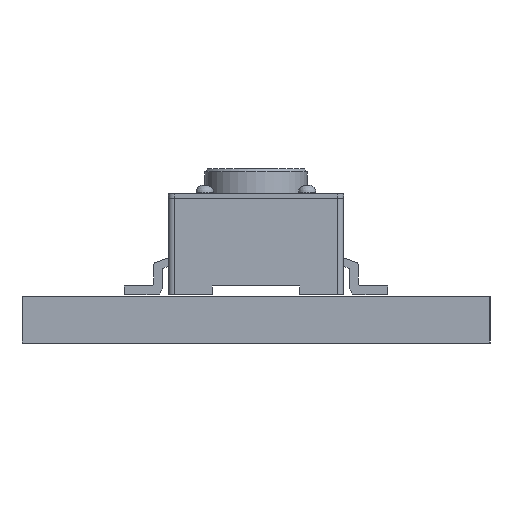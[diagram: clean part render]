
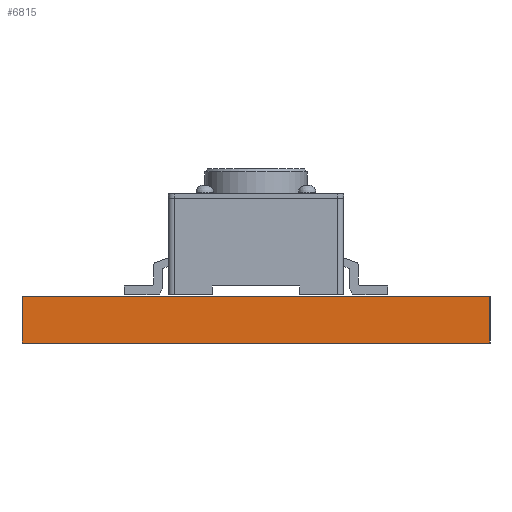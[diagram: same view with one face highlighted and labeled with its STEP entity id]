
A CAD part, left-side view. The second image highlights one B-rep face of the part: STEP entity #6815.
In plain terms, the highlighted planar face has unit normal (-1, 0, 0).
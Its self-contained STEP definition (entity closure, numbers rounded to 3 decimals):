
#6815 = ADVANCED_FACE('',(#6816),#6830,.T.);
#6816 = FACE_BOUND('',#6817,.T.);
#6817 = EDGE_LOOP('',(#6818,#6853,#6881,#6909));
#6818 = ORIENTED_EDGE('',*,*,#6819,.T.);
#6819 = EDGE_CURVE('',#6820,#6822,#6824,.T.);
#6820 = VERTEX_POINT('',#6821);
#6821 = CARTESIAN_POINT('',(0.,34.,0.));
#6822 = VERTEX_POINT('',#6823);
#6823 = CARTESIAN_POINT('',(0.,34.,1.6));
#6824 = SURFACE_CURVE('',#6825,(#6829,#6841),.PCURVE_S1.);
#6825 = LINE('',#6826,#6827);
#6826 = CARTESIAN_POINT('',(0.,34.,0.));
#6827 = VECTOR('',#6828,1.);
#6828 = DIRECTION('',(0.,0.,1.));
#6829 = PCURVE('',#6830,#6835);
#6830 = PLANE('',#6831);
#6831 = AXIS2_PLACEMENT_3D('',#6832,#6833,#6834);
#6832 = CARTESIAN_POINT('',(0.,34.,0.));
#6833 = DIRECTION('',(-1.,0.,0.));
#6834 = DIRECTION('',(0.,1.,0.));
#6835 = DEFINITIONAL_REPRESENTATION('',(#6836),#6840);
#6836 = LINE('',#6837,#6838);
#6837 = CARTESIAN_POINT('',(0.,0.));
#6838 = VECTOR('',#6839,1.);
#6839 = DIRECTION('',(0.,-1.));
#6840 = ( GEOMETRIC_REPRESENTATION_CONTEXT(2) 
PARAMETRIC_REPRESENTATION_CONTEXT() REPRESENTATION_CONTEXT('2D SPACE',''
  ) );
#6841 = PCURVE('',#6842,#6847);
#6842 = PLANE('',#6843);
#6843 = AXIS2_PLACEMENT_3D('',#6844,#6845,#6846);
#6844 = CARTESIAN_POINT('',(40.,34.,0.));
#6845 = DIRECTION('',(0.,-1.,0.));
#6846 = DIRECTION('',(-1.,0.,0.));
#6847 = DEFINITIONAL_REPRESENTATION('',(#6848),#6852);
#6848 = LINE('',#6849,#6850);
#6849 = CARTESIAN_POINT('',(40.,0.));
#6850 = VECTOR('',#6851,1.);
#6851 = DIRECTION('',(0.,-1.));
#6852 = ( GEOMETRIC_REPRESENTATION_CONTEXT(2) 
PARAMETRIC_REPRESENTATION_CONTEXT() REPRESENTATION_CONTEXT('2D SPACE',''
  ) );
#6853 = ORIENTED_EDGE('',*,*,#6854,.T.);
#6854 = EDGE_CURVE('',#6822,#6855,#6857,.T.);
#6855 = VERTEX_POINT('',#6856);
#6856 = CARTESIAN_POINT('',(0.,50.,1.6));
#6857 = SURFACE_CURVE('',#6858,(#6862,#6869),.PCURVE_S1.);
#6858 = LINE('',#6859,#6860);
#6859 = CARTESIAN_POINT('',(0.,34.,1.6));
#6860 = VECTOR('',#6861,1.);
#6861 = DIRECTION('',(0.,1.,0.));
#6862 = PCURVE('',#6830,#6863);
#6863 = DEFINITIONAL_REPRESENTATION('',(#6864),#6868);
#6864 = LINE('',#6865,#6866);
#6865 = CARTESIAN_POINT('',(0.,-1.6));
#6866 = VECTOR('',#6867,1.);
#6867 = DIRECTION('',(1.,0.));
#6868 = ( GEOMETRIC_REPRESENTATION_CONTEXT(2) 
PARAMETRIC_REPRESENTATION_CONTEXT() REPRESENTATION_CONTEXT('2D SPACE',''
  ) );
#6869 = PCURVE('',#6870,#6875);
#6870 = PLANE('',#6871);
#6871 = AXIS2_PLACEMENT_3D('',#6872,#6873,#6874);
#6872 = CARTESIAN_POINT('',(20.,42.,1.6));
#6873 = DIRECTION('',(0.,0.,-1.));
#6874 = DIRECTION('',(-1.,0.,0.));
#6875 = DEFINITIONAL_REPRESENTATION('',(#6876),#6880);
#6876 = LINE('',#6877,#6878);
#6877 = CARTESIAN_POINT('',(20.,-8.));
#6878 = VECTOR('',#6879,1.);
#6879 = DIRECTION('',(0.,1.));
#6880 = ( GEOMETRIC_REPRESENTATION_CONTEXT(2) 
PARAMETRIC_REPRESENTATION_CONTEXT() REPRESENTATION_CONTEXT('2D SPACE',''
  ) );
#6881 = ORIENTED_EDGE('',*,*,#6882,.F.);
#6882 = EDGE_CURVE('',#6883,#6855,#6885,.T.);
#6883 = VERTEX_POINT('',#6884);
#6884 = CARTESIAN_POINT('',(0.,50.,0.));
#6885 = SURFACE_CURVE('',#6886,(#6890,#6897),.PCURVE_S1.);
#6886 = LINE('',#6887,#6888);
#6887 = CARTESIAN_POINT('',(0.,50.,0.));
#6888 = VECTOR('',#6889,1.);
#6889 = DIRECTION('',(0.,0.,1.));
#6890 = PCURVE('',#6830,#6891);
#6891 = DEFINITIONAL_REPRESENTATION('',(#6892),#6896);
#6892 = LINE('',#6893,#6894);
#6893 = CARTESIAN_POINT('',(16.,0.));
#6894 = VECTOR('',#6895,1.);
#6895 = DIRECTION('',(0.,-1.));
#6896 = ( GEOMETRIC_REPRESENTATION_CONTEXT(2) 
PARAMETRIC_REPRESENTATION_CONTEXT() REPRESENTATION_CONTEXT('2D SPACE',''
  ) );
#6897 = PCURVE('',#6898,#6903);
#6898 = PLANE('',#6899);
#6899 = AXIS2_PLACEMENT_3D('',#6900,#6901,#6902);
#6900 = CARTESIAN_POINT('',(0.,50.,0.));
#6901 = DIRECTION('',(0.,1.,0.));
#6902 = DIRECTION('',(1.,0.,0.));
#6903 = DEFINITIONAL_REPRESENTATION('',(#6904),#6908);
#6904 = LINE('',#6905,#6906);
#6905 = CARTESIAN_POINT('',(0.,0.));
#6906 = VECTOR('',#6907,1.);
#6907 = DIRECTION('',(0.,-1.));
#6908 = ( GEOMETRIC_REPRESENTATION_CONTEXT(2) 
PARAMETRIC_REPRESENTATION_CONTEXT() REPRESENTATION_CONTEXT('2D SPACE',''
  ) );
#6909 = ORIENTED_EDGE('',*,*,#6910,.F.);
#6910 = EDGE_CURVE('',#6820,#6883,#6911,.T.);
#6911 = SURFACE_CURVE('',#6912,(#6916,#6923),.PCURVE_S1.);
#6912 = LINE('',#6913,#6914);
#6913 = CARTESIAN_POINT('',(0.,34.,0.));
#6914 = VECTOR('',#6915,1.);
#6915 = DIRECTION('',(0.,1.,0.));
#6916 = PCURVE('',#6830,#6917);
#6917 = DEFINITIONAL_REPRESENTATION('',(#6918),#6922);
#6918 = LINE('',#6919,#6920);
#6919 = CARTESIAN_POINT('',(0.,0.));
#6920 = VECTOR('',#6921,1.);
#6921 = DIRECTION('',(1.,0.));
#6922 = ( GEOMETRIC_REPRESENTATION_CONTEXT(2) 
PARAMETRIC_REPRESENTATION_CONTEXT() REPRESENTATION_CONTEXT('2D SPACE',''
  ) );
#6923 = PCURVE('',#6924,#6929);
#6924 = PLANE('',#6925);
#6925 = AXIS2_PLACEMENT_3D('',#6926,#6927,#6928);
#6926 = CARTESIAN_POINT('',(20.,42.,0.));
#6927 = DIRECTION('',(0.,0.,-1.));
#6928 = DIRECTION('',(-1.,0.,0.));
#6929 = DEFINITIONAL_REPRESENTATION('',(#6930),#6934);
#6930 = LINE('',#6931,#6932);
#6931 = CARTESIAN_POINT('',(20.,-8.));
#6932 = VECTOR('',#6933,1.);
#6933 = DIRECTION('',(0.,1.));
#6934 = ( GEOMETRIC_REPRESENTATION_CONTEXT(2) 
PARAMETRIC_REPRESENTATION_CONTEXT() REPRESENTATION_CONTEXT('2D SPACE',''
  ) );
